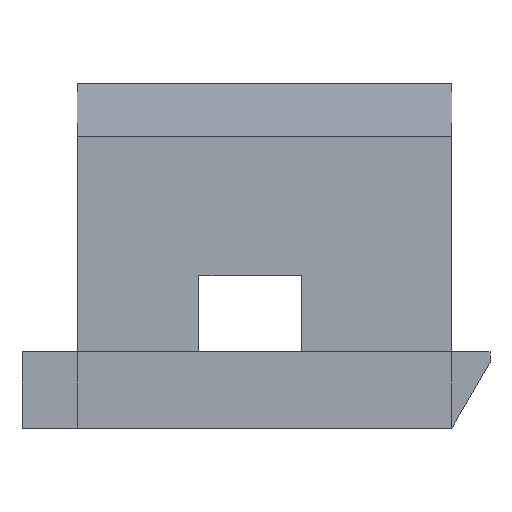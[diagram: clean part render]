
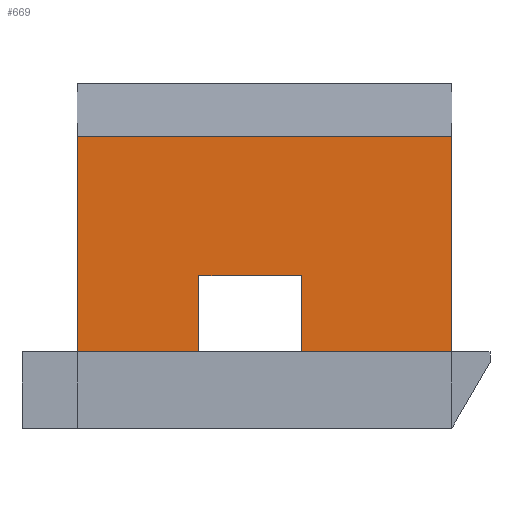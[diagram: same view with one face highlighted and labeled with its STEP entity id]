
A CAD part, front view. The second image highlights one B-rep face of the part: STEP entity #669.
In plain terms, the highlighted planar face has unit normal (0, -1, 0).
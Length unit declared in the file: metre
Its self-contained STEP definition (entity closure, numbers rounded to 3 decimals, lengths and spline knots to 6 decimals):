
#145=ORIENTED_EDGE('',*,*,#286,.F.);
#146=ORIENTED_EDGE('',*,*,#227,.T.);
#147=ORIENTED_EDGE('',*,*,#253,.T.);
#148=ORIENTED_EDGE('',*,*,#277,.F.);
#149=ORIENTED_EDGE('',*,*,#287,.T.);
#150=ORIENTED_EDGE('',*,*,#284,.T.);
#151=ORIENTED_EDGE('',*,*,#249,.T.);
#152=ORIENTED_EDGE('',*,*,#225,.T.);
#225=EDGE_CURVE('',#321,#320,#379,.F.);
#227=EDGE_CURVE('',#323,#322,#380,.T.);
#249=EDGE_CURVE('',#340,#321,#399,.T.);
#253=EDGE_CURVE('',#322,#343,#403,.T.);
#277=EDGE_CURVE('',#356,#343,#427,.T.);
#284=EDGE_CURVE('',#357,#340,#434,.T.);
#286=EDGE_CURVE('',#323,#320,#436,.T.);
#287=EDGE_CURVE('',#356,#357,#437,.T.);
#320=VERTEX_POINT('',#940);
#321=VERTEX_POINT('',#942);
#322=VERTEX_POINT('',#944);
#323=VERTEX_POINT('',#946);
#340=VERTEX_POINT('',#989);
#343=VERTEX_POINT('',#995);
#356=VERTEX_POINT('',#1042);
#357=VERTEX_POINT('',#1055);
#379=LINE('',#941,#465);
#380=LINE('',#945,#466);
#399=LINE('',#988,#485);
#403=LINE('',#996,#489);
#427=LINE('',#1043,#513);
#434=LINE('',#1054,#520);
#436=LINE('',#1058,#522);
#437=LINE('',#1059,#523);
#465=VECTOR('',#759,1.);
#466=VECTOR('',#762,1.);
#485=VECTOR('',#795,1.);
#489=VECTOR('',#799,1.);
#513=VECTOR('',#843,1.);
#520=VECTOR('',#858,1.);
#522=VECTOR('',#862,1.);
#523=VECTOR('',#863,1.);
#563=EDGE_LOOP('',(#145,#146,#147,#148,#149,#150,#151,#152));
#601=FACE_BOUND('',#563,.T.);
#636=PLANE('',#722);
#669=ADVANCED_FACE('',(#601),#636,.F.);
#722=AXIS2_PLACEMENT_3D('',#1057,#860,#861);
#759=DIRECTION('',(0.,0.,-1.));
#762=DIRECTION('',(0.,0.,-1.));
#795=DIRECTION('',(1.,0.,0.));
#799=DIRECTION('',(1.,0.,0.));
#843=DIRECTION('',(0.,0.,-1.));
#858=DIRECTION('',(0.,0.,-1.));
#860=DIRECTION('',(0.,1.,0.));
#861=DIRECTION('',(0.,0.,1.));
#862=DIRECTION('',(-1.,0.,0.));
#863=DIRECTION('',(-1.,0.,0.));
#940=CARTESIAN_POINT('',(0.003199,-0.00295,0.004));
#941=CARTESIAN_POINT('',(0.003199,-0.00295,0.004));
#942=CARTESIAN_POINT('',(0.003199,-0.00295,0.002));
#944=CARTESIAN_POINT('',(0.005901,-0.00295,0.002));
#945=CARTESIAN_POINT('',(0.005901,-0.00295,0.004));
#946=CARTESIAN_POINT('',(0.005901,-0.00295,0.004));
#988=CARTESIAN_POINT('',(0.004925,-0.00295,0.002));
#989=CARTESIAN_POINT('',(0.,-0.00295,0.002));
#995=CARTESIAN_POINT('',(0.00985,-0.00295,0.002));
#996=CARTESIAN_POINT('',(0.004925,-0.00295,0.002));
#1042=CARTESIAN_POINT('',(0.00985,-0.00295,0.007668));
#1043=CARTESIAN_POINT('',(0.00985,-0.00295,0.01));
#1054=CARTESIAN_POINT('',(0.,-0.00295,0.01));
#1055=CARTESIAN_POINT('',(0.,-0.00295,0.007668));
#1057=CARTESIAN_POINT('',(0.004925,-0.00295,0.01));
#1058=CARTESIAN_POINT('',(0.004925,-0.00295,0.004));
#1059=CARTESIAN_POINT('',(0.,-0.00295,0.007668));
